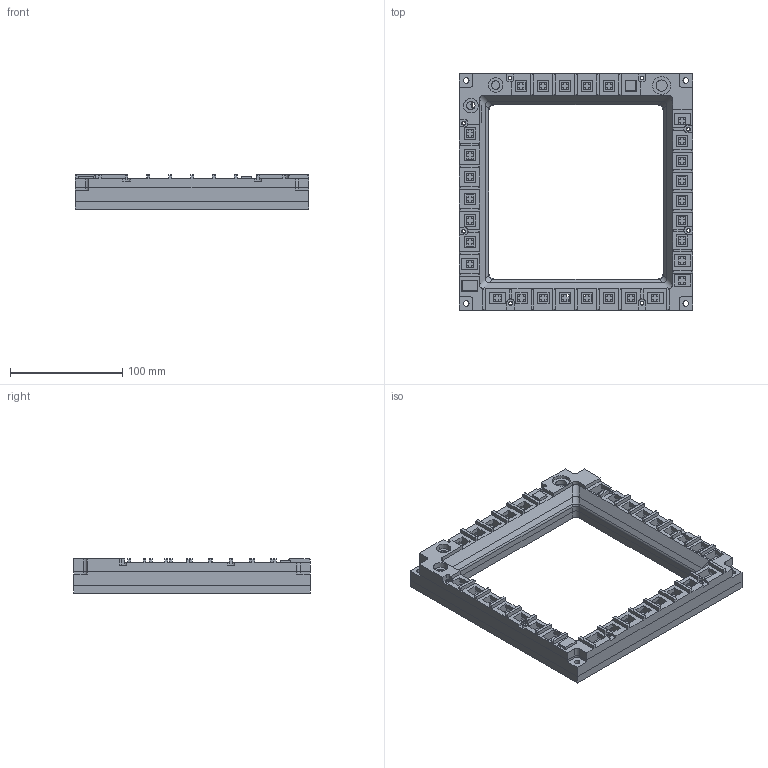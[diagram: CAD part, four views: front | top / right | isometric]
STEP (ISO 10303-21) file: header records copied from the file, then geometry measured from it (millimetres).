
FILE_DESCRIPTION(/* description */ (''),/* implementation_level */ '2;1');
FILE_NAME(/* name */ 'ah-64d mfd v15.step',/* time_stamp */ '2022-03-28T22:34:53-04:00',/* author */ (''),/* organization */ (''),/* preprocessor_version */ 'ST-DEVELOPER v18.1',/* originating_system */ 'Autodesk Translation Framework v10.10.0.1391',/* authorisation */ '');
FILE_SCHEMA (('AUTOMOTIVE_DESIGN { 1 0 10303 214 3 1 1 }'));
Length unit declared in the file: millimetre
Products named in the file (1): ah-64d mfd
Bounding box: 207.5 x 210.5 x 30.5 mm (x, y, z)
Volume: 299505.8 mm3; surface area: 187590.3 mm2
Topology: 5 solids, 5 shells, 1271 faces, 3945 edges, 2597 vertices
Faces by surface type: plane 1070, cylinder 191, bspline 6, cone 4
Full cylindrical faces by diameter (mm): 3 x8, 3.5 x16, 5 x12, 7.5 x2, 10 x1, 13 x2, 16 x1, 17.5 x1
Entity records: 44191 total; most frequent: CARTESIAN_POINT 7964, ORIENTED_EDGE 7890, DIRECTION 6889, EDGE_CURVE 3945, LINE 3533, VECTOR 3533, VERTEX_POINT 2597, AXIS2_PLACEMENT_3D 1678
